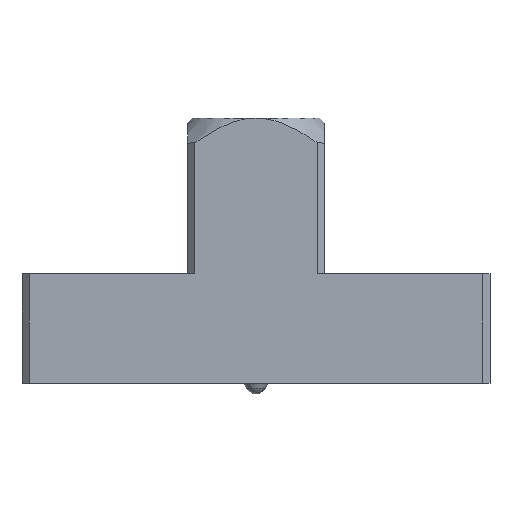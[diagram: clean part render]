
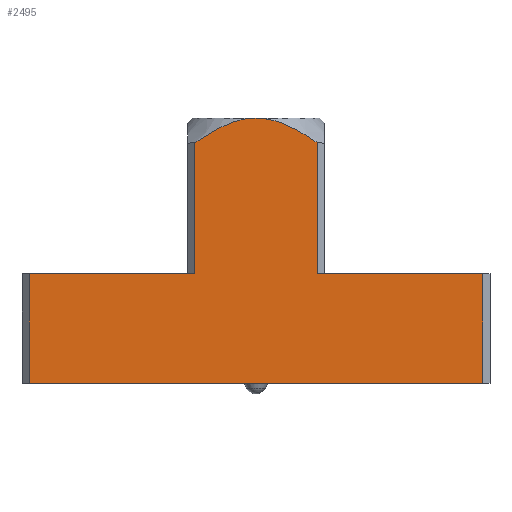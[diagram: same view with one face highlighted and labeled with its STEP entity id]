
A CAD part, top view. The second image highlights one B-rep face of the part: STEP entity #2495.
In plain terms, the highlighted planar face has unit normal (0, 0, 1).
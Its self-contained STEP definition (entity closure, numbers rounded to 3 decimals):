
#335=DIRECTION('',(0.,1.,0.));
#336=VECTOR('',#335,12.456);
#337=CARTESIAN_POINT('',(5.8,0.,7.505));
#338=LINE('',#337,#336);
#350=CARTESIAN_POINT('',(-5.8,12.456,7.505));
#351=CARTESIAN_POINT('',(-5.737,12.5,7.505));
#352=CARTESIAN_POINT('',(-5.613,12.585,7.505));
#353=CARTESIAN_POINT('',(-5.433,12.708,7.505));
#354=CARTESIAN_POINT('',(-5.257,12.825,7.505));
#355=CARTESIAN_POINT('',(-5.085,12.937,7.505));
#356=CARTESIAN_POINT('',(-4.918,13.044,7.505));
#357=CARTESIAN_POINT('',(-4.755,13.146,7.505));
#358=CARTESIAN_POINT('',(-4.596,13.243,7.505));
#359=CARTESIAN_POINT('',(-4.441,13.337,7.505));
#360=CARTESIAN_POINT('',(-4.289,13.426,7.505));
#361=CARTESIAN_POINT('',(-4.14,13.511,7.505));
#362=CARTESIAN_POINT('',(-3.994,13.593,7.505));
#363=CARTESIAN_POINT('',(-3.851,13.672,7.505));
#364=CARTESIAN_POINT('',(-3.71,13.747,7.505));
#365=CARTESIAN_POINT('',(-3.572,13.818,7.505));
#366=CARTESIAN_POINT('',(-3.436,13.887,7.505));
#367=CARTESIAN_POINT('',(-3.301,13.953,7.505));
#368=CARTESIAN_POINT('',(-3.168,14.016,7.505));
#369=CARTESIAN_POINT('',(-3.037,14.076,7.505));
#370=CARTESIAN_POINT('',(-2.908,14.133,7.505));
#371=CARTESIAN_POINT('',(-2.779,14.188,7.505));
#372=CARTESIAN_POINT('',(-2.652,14.241,7.505));
#373=CARTESIAN_POINT('',(-2.526,14.291,7.505));
#374=CARTESIAN_POINT('',(-2.401,14.338,7.505));
#375=CARTESIAN_POINT('',(-2.277,14.383,7.505));
#376=CARTESIAN_POINT('',(-2.154,14.426,7.505));
#377=CARTESIAN_POINT('',(-2.032,14.466,7.505));
#378=CARTESIAN_POINT('',(-1.91,14.504,7.505));
#379=CARTESIAN_POINT('',(-1.788,14.54,7.505));
#380=CARTESIAN_POINT('',(-1.667,14.573,7.505));
#381=CARTESIAN_POINT('',(-1.547,14.604,7.505));
#382=CARTESIAN_POINT('',(-1.427,14.633,7.505));
#383=CARTESIAN_POINT('',(-1.307,14.66,7.505));
#384=CARTESIAN_POINT('',(-1.188,14.684,7.505));
#385=CARTESIAN_POINT('',(-1.068,14.706,7.505));
#386=CARTESIAN_POINT('',(-0.949,14.726,7.505));
#387=CARTESIAN_POINT('',(-0.83,14.743,7.505));
#388=CARTESIAN_POINT('',(-0.711,14.758,7.505));
#389=CARTESIAN_POINT('',(-0.593,14.771,7.505));
#390=CARTESIAN_POINT('',(-0.474,14.782,7.505));
#391=CARTESIAN_POINT('',(-0.356,14.79,7.505));
#392=CARTESIAN_POINT('',(-0.237,14.796,7.505));
#393=CARTESIAN_POINT('',(-0.118,14.799,7.505));
#394=CARTESIAN_POINT('',(-0.039,14.8,7.505));
#395=CARTESIAN_POINT('',(0.,14.8,7.505));
#397=CARTESIAN_POINT('',(0.,14.8,7.505));
#398=CARTESIAN_POINT('',(0.039,14.8,7.505));
#399=CARTESIAN_POINT('',(0.118,14.799,7.505));
#400=CARTESIAN_POINT('',(0.237,14.796,7.505));
#401=CARTESIAN_POINT('',(0.355,14.79,7.505));
#402=CARTESIAN_POINT('',(0.474,14.782,7.505));
#403=CARTESIAN_POINT('',(0.593,14.771,7.505));
#404=CARTESIAN_POINT('',(0.711,14.758,7.505));
#405=CARTESIAN_POINT('',(0.83,14.743,7.505));
#406=CARTESIAN_POINT('',(0.949,14.726,7.505));
#407=CARTESIAN_POINT('',(1.068,14.706,7.505));
#408=CARTESIAN_POINT('',(1.188,14.684,7.505));
#409=CARTESIAN_POINT('',(1.307,14.66,7.505));
#410=CARTESIAN_POINT('',(1.427,14.633,7.505));
#411=CARTESIAN_POINT('',(1.547,14.604,7.505));
#412=CARTESIAN_POINT('',(1.668,14.573,7.505));
#413=CARTESIAN_POINT('',(1.789,14.54,7.505));
#414=CARTESIAN_POINT('',(1.91,14.504,7.505));
#415=CARTESIAN_POINT('',(2.032,14.466,7.505));
#416=CARTESIAN_POINT('',(2.155,14.425,7.505));
#417=CARTESIAN_POINT('',(2.278,14.383,7.505));
#418=CARTESIAN_POINT('',(2.402,14.338,7.505));
#419=CARTESIAN_POINT('',(2.527,14.29,7.505));
#420=CARTESIAN_POINT('',(2.653,14.24,7.505));
#421=CARTESIAN_POINT('',(2.78,14.188,7.505));
#422=CARTESIAN_POINT('',(2.908,14.133,7.505));
#423=CARTESIAN_POINT('',(3.038,14.076,7.505));
#424=CARTESIAN_POINT('',(3.169,14.015,7.505));
#425=CARTESIAN_POINT('',(3.302,13.952,7.505));
#426=CARTESIAN_POINT('',(3.436,13.887,7.505));
#427=CARTESIAN_POINT('',(3.573,13.818,7.505));
#428=CARTESIAN_POINT('',(3.711,13.746,7.505));
#429=CARTESIAN_POINT('',(3.852,13.671,7.505));
#430=CARTESIAN_POINT('',(3.995,13.593,7.505));
#431=CARTESIAN_POINT('',(4.141,13.511,7.505));
#432=CARTESIAN_POINT('',(4.289,13.426,7.505));
#433=CARTESIAN_POINT('',(4.441,13.337,7.505));
#434=CARTESIAN_POINT('',(4.596,13.243,7.505));
#435=CARTESIAN_POINT('',(4.755,13.146,7.505));
#436=CARTESIAN_POINT('',(4.918,13.044,7.505));
#437=CARTESIAN_POINT('',(5.085,12.937,7.505));
#438=CARTESIAN_POINT('',(5.257,12.825,7.505));
#439=CARTESIAN_POINT('',(5.433,12.708,7.505));
#440=CARTESIAN_POINT('',(5.613,12.585,7.505));
#441=CARTESIAN_POINT('',(5.737,12.5,7.505));
#442=CARTESIAN_POINT('',(5.8,12.456,7.505));
#444=DIRECTION('',(-1.,0.,0.));
#445=VECTOR('',#444,15.71);
#446=CARTESIAN_POINT('',(21.51,0.,7.505));
#447=LINE('',#446,#445);
#448=DIRECTION('',(1.,0.,0.));
#449=VECTOR('',#448,43.02);
#450=CARTESIAN_POINT('',(-21.51,-10.36,7.505));
#451=LINE('',#450,#449);
#452=DIRECTION('',(-1.,0.,0.));
#453=VECTOR('',#452,15.71);
#454=CARTESIAN_POINT('',(-5.8,0.,7.505));
#455=LINE('',#454,#453);
#456=DIRECTION('',(0.,1.,0.));
#457=VECTOR('',#456,12.456);
#458=CARTESIAN_POINT('',(-5.8,0.,7.505));
#459=LINE('',#458,#457);
#1161=DIRECTION('',(0.,1.,0.));
#1162=VECTOR('',#1161,10.36);
#1163=CARTESIAN_POINT('',(21.51,-10.36,7.505));
#1164=LINE('',#1163,#1162);
#1197=DIRECTION('',(0.,-1.,0.));
#1198=VECTOR('',#1197,10.36);
#1199=CARTESIAN_POINT('',(-21.51,0.,7.505));
#1200=LINE('',#1199,#1198);
#1799=CARTESIAN_POINT('',(-21.51,0.,7.505));
#1800=CARTESIAN_POINT('',(-21.51,-10.36,7.505));
#1801=VERTEX_POINT('',#1799);
#1802=VERTEX_POINT('',#1800);
#1807=CARTESIAN_POINT('',(21.51,-10.36,7.505));
#1808=CARTESIAN_POINT('',(21.51,0.,7.505));
#1809=VERTEX_POINT('',#1807);
#1810=VERTEX_POINT('',#1808);
#1823=CARTESIAN_POINT('',(-5.8,0.,7.505));
#1824=VERTEX_POINT('',#1823);
#1825=CARTESIAN_POINT('',(5.8,0.,7.505));
#1826=VERTEX_POINT('',#1825);
#2131=CARTESIAN_POINT('',(0.,14.8,7.505));
#2133=VERTEX_POINT('',#2131);
#2143=CARTESIAN_POINT('',(5.8,12.456,7.505));
#2144=VERTEX_POINT('',#2143);
#2145=CARTESIAN_POINT('',(-5.8,12.456,7.505));
#2146=VERTEX_POINT('',#2145);
#2474=CARTESIAN_POINT('',(0.,0.,7.505));
#2475=DIRECTION('',(0.,0.,1.));
#2476=DIRECTION('',(1.,0.,0.));
#2477=AXIS2_PLACEMENT_3D('',#2474,#2475,#2476);
#2478=PLANE('',#2477);
#2480=ORIENTED_EDGE('',*,*,#2479,.T.);
#2482=ORIENTED_EDGE('',*,*,#2481,.T.);
#2484=ORIENTED_EDGE('',*,*,#2483,.T.);
#2485=ORIENTED_EDGE('',*,*,#2467,.F.);
#2486=ORIENTED_EDGE('',*,*,#2426,.F.);
#2488=ORIENTED_EDGE('',*,*,#2487,.F.);
#2489=ORIENTED_EDGE('',*,*,#2315,.F.);
#2491=ORIENTED_EDGE('',*,*,#2490,.F.);
#2492=ORIENTED_EDGE('',*,*,#2412,.F.);
#2493=EDGE_LOOP('',(#2480,#2482,#2484,#2485,#2486,#2488,#2489,#2491,#2492));
#2494=FACE_OUTER_BOUND('',#2493,.F.);
#2495=ADVANCED_FACE('',(#2494),#2478,.T.);
#396=B_SPLINE_CURVE_WITH_KNOTS('',3,(#350,#351,#352,#353,#354,#355,#356,#357,
#358,#359,#360,#361,#362,#363,#364,#365,#366,#367,#368,#369,#370,#371,#372,#373,
#374,#375,#376,#377,#378,#379,#380,#381,#382,#383,#384,#385,#386,#387,#388,#389,
#390,#391,#392,#393,#394,#395),.UNSPECIFIED.,.F.,.F.,(4,1,1,1,1,1,1,1,1,1,1,1,1,
1,1,1,1,1,1,1,1,1,1,1,1,1,1,1,1,1,1,1,1,1,1,1,1,1,1,1,1,1,1,4),(0.,
0.023,0.047,0.07,0.093,
0.116,0.14,0.163,0.186,
0.209,0.233,0.256,0.279,
0.302,0.326,0.349,0.372,
0.395,0.419,0.442,0.465,
0.488,0.512,0.535,0.558,
0.581,0.605,0.628,0.651,
0.674,0.698,0.721,0.744,
0.767,0.791,0.814,0.837,
0.86,0.884,0.907,0.93,
0.953,0.977,1.),.UNSPECIFIED.);
#443=B_SPLINE_CURVE_WITH_KNOTS('',3,(#397,#398,#399,#400,#401,#402,#403,#404,
#405,#406,#407,#408,#409,#410,#411,#412,#413,#414,#415,#416,#417,#418,#419,#420,
#421,#422,#423,#424,#425,#426,#427,#428,#429,#430,#431,#432,#433,#434,#435,#436,
#437,#438,#439,#440,#441,#442),.UNSPECIFIED.,.F.,.F.,(4,1,1,1,1,1,1,1,1,1,1,1,1,
1,1,1,1,1,1,1,1,1,1,1,1,1,1,1,1,1,1,1,1,1,1,1,1,1,1,1,1,1,1,4),(0.,
0.023,0.047,0.07,0.093,
0.116,0.14,0.163,0.186,
0.209,0.233,0.256,0.279,
0.302,0.326,0.349,0.372,
0.395,0.419,0.442,0.465,
0.488,0.512,0.535,0.558,
0.581,0.605,0.628,0.651,
0.674,0.698,0.721,0.744,
0.767,0.791,0.814,0.837,
0.86,0.884,0.907,0.93,
0.953,0.977,1.),.UNSPECIFIED.);
#2315=EDGE_CURVE('',#1802,#1809,#451,.T.);
#2412=EDGE_CURVE('',#1824,#1801,#455,.T.);
#2426=EDGE_CURVE('',#1810,#1826,#447,.T.);
#2467=EDGE_CURVE('',#1826,#2144,#338,.T.);
#2479=EDGE_CURVE('',#1824,#2146,#459,.T.);
#2481=EDGE_CURVE('',#2146,#2133,#396,.T.);
#2483=EDGE_CURVE('',#2133,#2144,#443,.T.);
#2487=EDGE_CURVE('',#1809,#1810,#1164,.T.);
#2490=EDGE_CURVE('',#1801,#1802,#1200,.T.);
